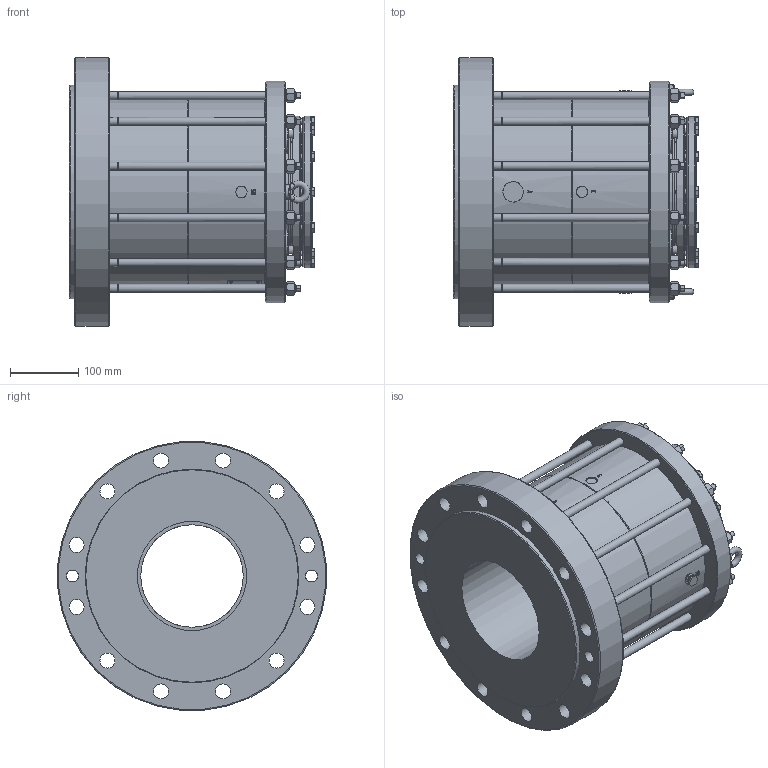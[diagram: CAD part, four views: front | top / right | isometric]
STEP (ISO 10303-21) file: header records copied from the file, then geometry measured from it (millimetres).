
FILE_DESCRIPTION(/* description */ ('Unknown'),/* implementation_level */ '2;1');
FILE_NAME(/* name */ '160mm',/* time_stamp */ '2023-04-14T10:37:52+01:00',/* author */ ('Unknown'),/* organization */ ('Unknown'),/* preprocessor_version */ 'ST-DEVELOPER v18.102',/* originating_system */ 'Solid Edge',/* authorisation */ 'Unknown');
FILE_SCHEMA (('AUTOMOTIVE_DESIGN {1 0 10303 214 3 1 1}'));
Length unit declared in the file: millimetre
Products named in the file (1): 160mm
Bounding box: 359.49 x 393.24 x 393.24 mm (x, y, z)
Volume: 17477698.5 mm3; surface area: 1023925 mm2
Topology: 1 solids, 1 shells, 1156 faces, 2919 edges, 1832 vertices
Faces by surface type: plane 485, cone 348, cylinder 246, bspline 40, torus 37
Full cylindrical faces by diameter (mm): 2.5 x4, 3.175 x1, 5 x2, 8 x12, 12 x48, 12.5 x2, 13 x4, 16.002 x2, 16.5 x1, 17.5 x2, 22 x14, 30 x2, 150 x3, 150.19 x1, 160 x1, 168.275 x1, 173.939 x1, 178.765 x1, 222.199 x2, 249.885 x1, 260.883 x1, 276.987 x2, 312.75 x1, 323.85 x1, 394.741 x1
Entity records: 43247 total; most frequent: CARTESIAN_POINT 9718, ORIENTED_EDGE 5136, DIRECTION 5021, EDGE_CURVE 2568, AXIS2_PLACEMENT_3D 2103, VERTEX_POINT 1698, FACE_BOUND 1606, EDGE_LOOP 1602
